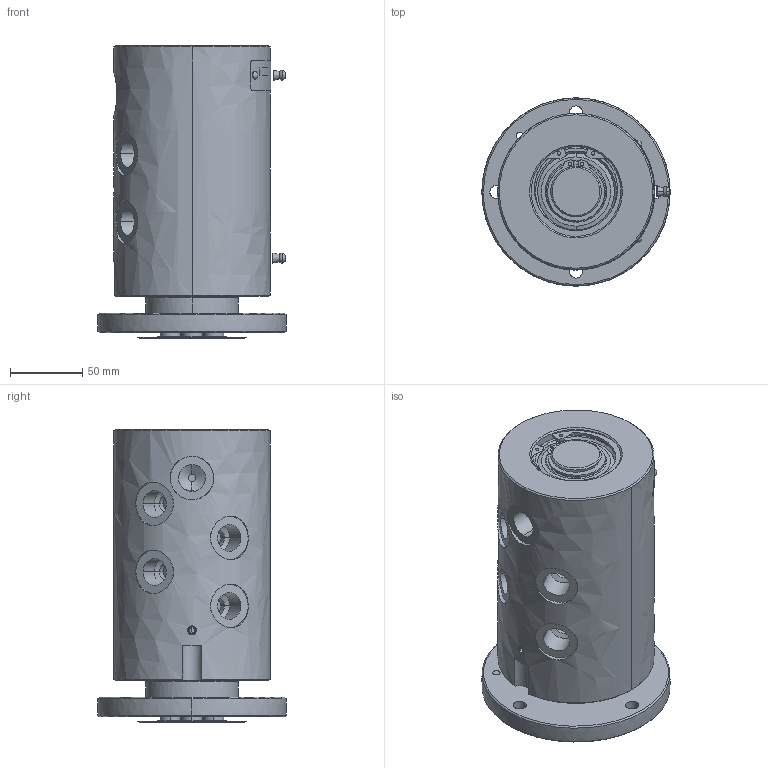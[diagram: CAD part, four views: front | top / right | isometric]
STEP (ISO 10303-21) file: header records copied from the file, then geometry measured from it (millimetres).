
FILE_DESCRIPTION (( 'STEP AP214' ), '1' );
FILE_NAME ('TUR-G4V-120ACQ.STEP', '2016-08-19T13:24:53', ( '' ), ( '' ), 'SwSTEP 2.0', 'SolidWorks 2016', '' );
FILE_SCHEMA (( 'AUTOMOTIVE_DESIGN' ));
Length unit declared in the file: millimetre
Products named in the file (1): TUR-G4V-120ACQ
Bounding box: 130 x 129.94 x 202.4 mm (x, y, z)
Surface area: 153858.1 mm2 (no closed solid volume)
Topology: 0 solids, 24 shells, 192 faces, 622 edges, 469 vertices
Faces by surface type: bspline 144, plane 46, torus 2
Entity records: 70744 total; most frequent: CARTESIAN_POINT 66573, ORIENTED_EDGE 1019, EDGE_CURVE 612, VERTEX_POINT 469, B_SPLINE_CURVE_WITH_KNOTS 422, DIRECTION 288, EDGE_LOOP 270, FACE_OUTER_BOUND 202
